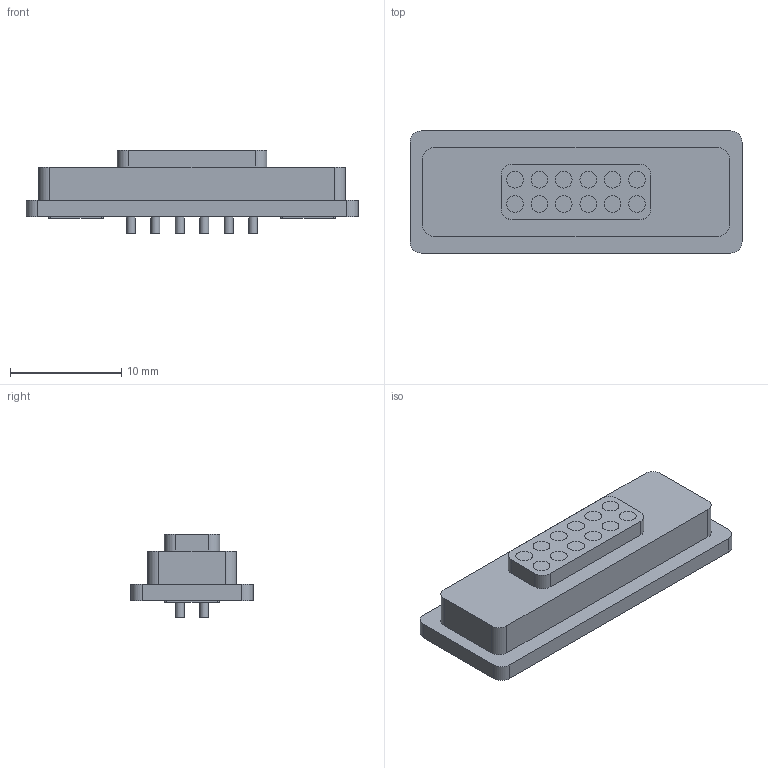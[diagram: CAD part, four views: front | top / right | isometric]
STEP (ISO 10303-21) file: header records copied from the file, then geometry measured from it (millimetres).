
FILE_DESCRIPTION(/* description */ (''),/* implementation_level */ '2;1');
FILE_NAME(/* name */ 'Magnetic connector 12pin male.step',/* time_stamp */ '2023-09-04T22:13:30+02:00',/* author */ (''),/* organization */ (''),/* preprocessor_version */ 'ST-DEVELOPER v20',/* originating_system */ 'Autodesk Translation Framework v12.9.0.99',/* authorisation */ '');
FILE_SCHEMA (('AUTOMOTIVE_DESIGN { 1 0 10303 214 3 1 1 }'));
Length unit declared in the file: millimetre
Products named in the file (1): Magnetic connector 12pin
Bounding box: 29.9 x 11 x 7.5 mm (x, y, z)
Volume: 1263.4 mm3; surface area: 1982.7 mm2
Topology: 15 solids, 15 shells, 186 faces, 348 edges, 232 vertices
Faces by surface type: plane 98, cylinder 88
Full cylindrical faces by diameter (mm): 0.8 x12, 1.5 x24, 1.8 x24
Entity records: 4796 total; most frequent: DIRECTION 898, CARTESIAN_POINT 767, ORIENTED_EDGE 696, AXIS2_PLACEMENT_3D 363, EDGE_CURVE 348, EDGE_LOOP 250, VERTEX_POINT 232, FACE_OUTER_BOUND 186
